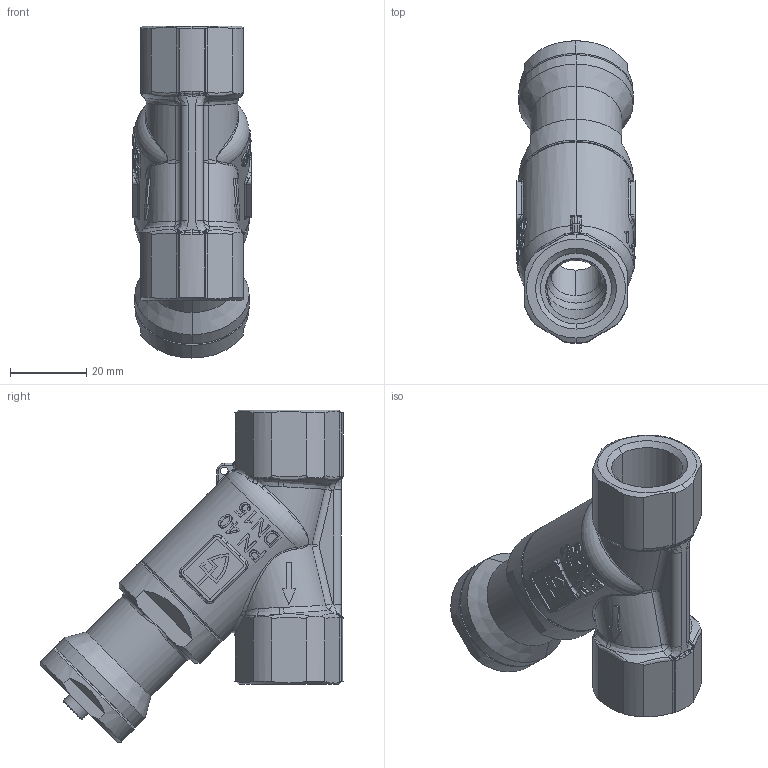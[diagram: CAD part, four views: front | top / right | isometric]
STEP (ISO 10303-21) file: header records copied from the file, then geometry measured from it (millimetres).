
FILE_DESCRIPTION (( 'STEP AP214' ), '1' );
FILE_NAME ('417ytGFO_15_FF_1515.STEP', '2021-05-27T13:18:37', ( '' ), ( '' ), 'SwSTEP 2.0', 'SolidWorks 2020', '' );
FILE_SCHEMA (( 'AUTOMOTIVE_DESIGN' ));
Length unit declared in the file: millimetre
Products named in the file (1): 417ytGFO_15_FF_1515
Bounding box: 31 x 79.45 x 87.2 mm (x, y, z)
Volume: 48273.2 mm3; surface area: 26725.6 mm2
Topology: 4 solids, 4 shells, 808 faces, 1999 edges, 1232 vertices
Faces by surface type: bspline 290, plane 249, cylinder 168, cone 63, torus 32, sphere 6
Entity records: 52782 total; most frequent: CARTESIAN_POINT 26940, ORIENTED_EDGE 3968, DIRECTION 2875, EDGE_CURVE 1984, VERTEX_POINT 1232, AXIS2_PLACEMENT_3D 1140, EDGE_LOOP 870, UNCERTAINTY_MEASURE_WITH_UNIT 814
